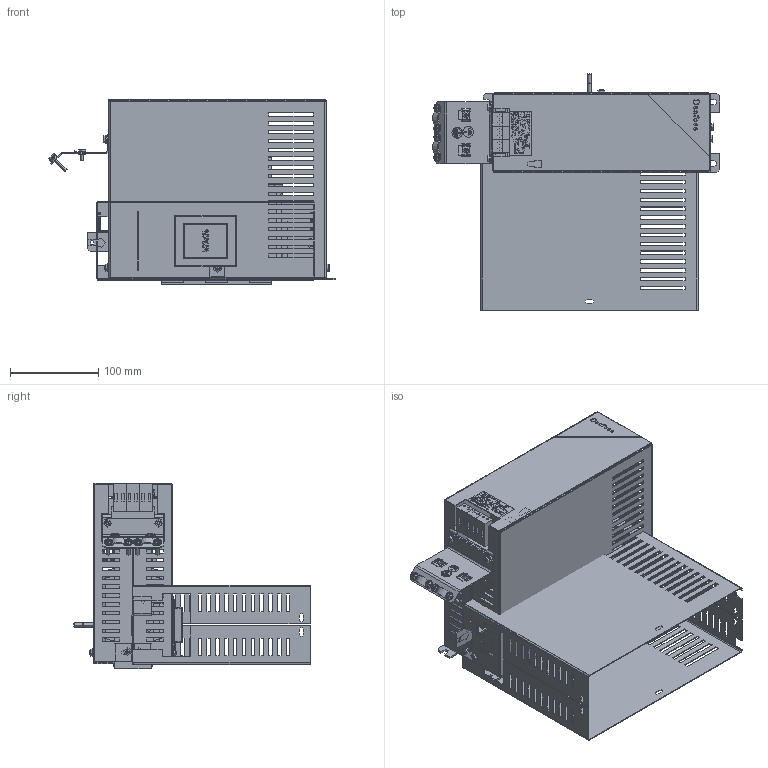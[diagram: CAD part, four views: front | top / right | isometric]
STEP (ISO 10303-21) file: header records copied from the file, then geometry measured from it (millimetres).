
FILE_DESCRIPTION( ( 'Unknown' ), '1' );
FILE_NAME( 'FS21148-10-99.stp', 'Unknown', ( 'Unknown' ), ( 'Unknown' ), 'XStep 1.0', 'Unknown', ' ' );
FILE_SCHEMA( ( 'CONFIG_CONTROL_DESIGN' ) );
Length unit declared in the file: millimetre
Products named in the file (59): Assem1; Assem2; Assem3; Assem4; 1; 2; 3; 4; 5; 6; 7; 8; 9; 10; 11; 12; 13; 14; 15; 16; 17; 18; 19; 20; 21; 22; 23; 24; 25; 26; 27; 28; 29; 30; 31; 32; 33; 34; 35; 36 ...
Bounding box: 325.71 x 268 x 210.78 mm (x, y, z)
Volume: 3738348.3 mm3
Topology: 186 solids, 186 shells, 7797 faces, 19569 edges, 12997 vertices
Faces by surface type: plane 5212, extrusion 1368, cylinder 1077, cone 108, sphere 24, torus 8
Full cylindrical faces by diameter (mm): 0.3 x2, 0.4 x12, 2.75 x6, 3.2 x3, 3.242 x12, 3.3 x28, 3.8 x12, 4 x34, 4.1 x3, 4.2 x22, 4.3 x7, 4.5 x23, 5 x17, 5.3 x14, 5.8 x13, 6 x8, 7.7 x4, 8 x14, 8.8 x4, 9 x11, 9.5 x5, 10 x14, 12 x5, 14 x2, 18 x4, 21 x4
Entity records: 144552 total; most frequent: CARTESIAN_POINT 66676, ORIENTED_EDGE 15814, DIRECTION 12791, EDGE_CURVE 7907, VECTOR 5519, VERTEX_POINT 5422, LINE 4835, EDGE_LOOP 4399
